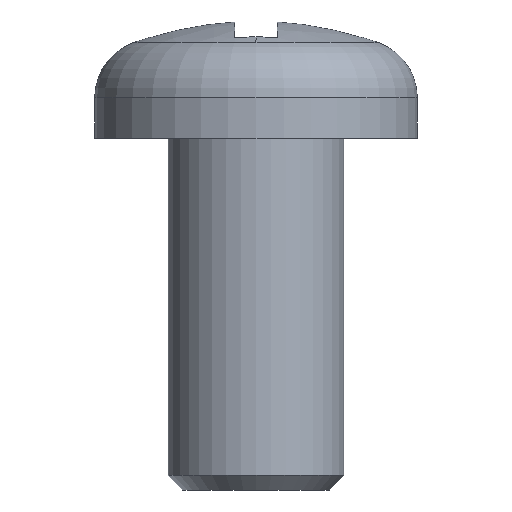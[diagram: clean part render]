
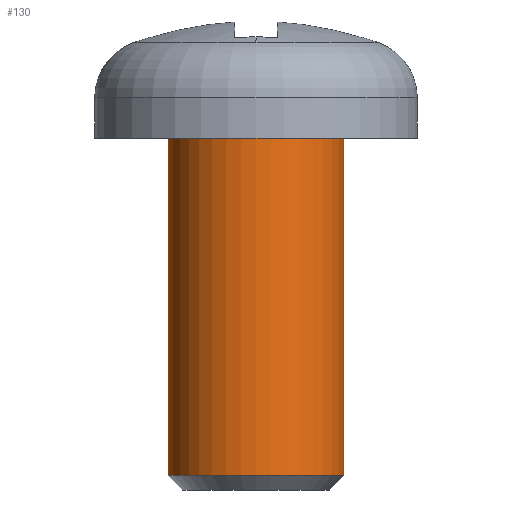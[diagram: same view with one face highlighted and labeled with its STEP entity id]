
A CAD part, front view. The second image highlights one B-rep face of the part: STEP entity #130.
In plain terms, the highlighted cylindrical face has radius 1.5 mm (diameter 3 mm), a partial arc.
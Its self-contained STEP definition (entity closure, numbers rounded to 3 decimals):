
#1 = CARTESIAN_POINT ( 'NONE',  ( 0., 0., 0. ) ) ;
#2 = CIRCLE ( 'NONE', #11, 1.5 ) ;
#3 = AXIS2_PLACEMENT_3D ( 'NONE', #1, #4, #5 ) ;
#4 = DIRECTION ( 'NONE',  ( 0., 0., 1. ) ) ;
#5 = DIRECTION ( 'NONE',  ( 1., 0., 0. ) ) ;
#6 = DIRECTION ( 'NONE',  ( 1., 0., 0. ) ) ;
#7 = DIRECTION ( 'NONE',  ( 0., 0., 1. ) ) ;
#8 = CIRCLE ( 'NONE', #3, 1.5 ) ;
#10 = CARTESIAN_POINT ( 'NONE',  ( 0., 0., -5.75 ) ) ;
#11 = AXIS2_PLACEMENT_3D ( 'NONE', #10, #7, #6 ) ;
#15 = AXIS2_PLACEMENT_3D ( 'NONE', #22, #21, #35 ) ;
#17 = CYLINDRICAL_SURFACE ( 'NONE', #15, 1.5 ) ;
#21 = DIRECTION ( 'NONE',  ( 0., 0., 1. ) ) ;
#22 = CARTESIAN_POINT ( 'NONE',  ( 0., 0., 33.736 ) ) ;
#27 = FACE_OUTER_BOUND ( 'NONE', #138, .T. ) ;
#35 = DIRECTION ( 'NONE',  ( 1., 0., 0. ) ) ;
#116 = EDGE_CURVE ( 'NONE', #355, #317, #2, .T. ) ;
#118 = EDGE_CURVE ( 'NONE', #368, #373, #8, .T. ) ;
#128 = ORIENTED_EDGE ( 'NONE', *, *, #118, .F. ) ;
#129 = ORIENTED_EDGE ( 'NONE', *, *, #363, .T. ) ;
#130 = ADVANCED_FACE ( 'NONE', ( #27 ), #17, .T. ) ;
#133 = ORIENTED_EDGE ( 'NONE', *, *, #116, .T. ) ;
#134 = ORIENTED_EDGE ( 'NONE', *, *, #366, .F. ) ;
#138 = EDGE_LOOP ( 'NONE', ( #134, #133, #129, #128 ) ) ;
#317 = VERTEX_POINT ( 'NONE', #469 ) ;
#355 = VERTEX_POINT ( 'NONE', #582 ) ;
#363 = EDGE_CURVE ( 'NONE', #317, #373, #572, .T. ) ;
#366 = EDGE_CURVE ( 'NONE', #355, #368, #563, .T. ) ;
#368 = VERTEX_POINT ( 'NONE', #616 ) ;
#373 = VERTEX_POINT ( 'NONE', #605 ) ;
#469 = CARTESIAN_POINT ( 'NONE',  ( 1.5, 0., -5.75 ) ) ;
#560 = DIRECTION ( 'NONE',  ( 0., 0., 1. ) ) ;
#561 = VECTOR ( 'NONE', #560, 1000. ) ;
#562 = CARTESIAN_POINT ( 'NONE',  ( -1.5, 0., 33.736 ) ) ;
#563 = LINE ( 'NONE', #562, #561 ) ;
#565 = DIRECTION ( 'NONE',  ( 0., 0., 1. ) ) ;
#566 = VECTOR ( 'NONE', #565, 1000. ) ;
#567 = CARTESIAN_POINT ( 'NONE',  ( 1.5, 0., 33.736 ) ) ;
#572 = LINE ( 'NONE', #567, #566 ) ;
#582 = CARTESIAN_POINT ( 'NONE',  ( -1.5, 0., -5.75 ) ) ;
#605 = CARTESIAN_POINT ( 'NONE',  ( 1.5, 0., 0. ) ) ;
#616 = CARTESIAN_POINT ( 'NONE',  ( -1.5, 0., 0. ) ) ;
